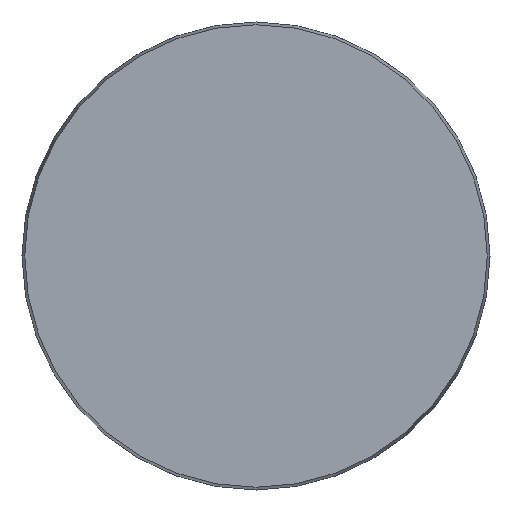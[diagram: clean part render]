
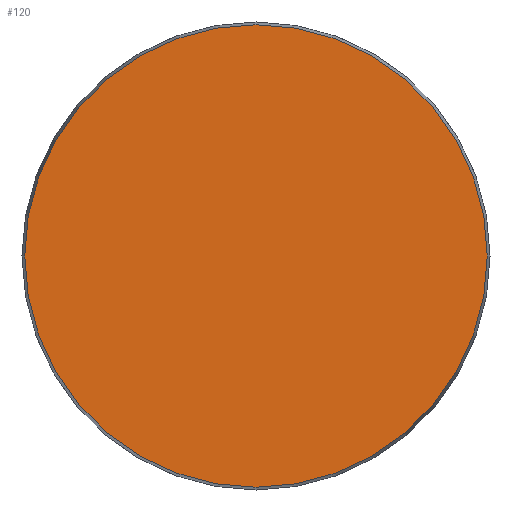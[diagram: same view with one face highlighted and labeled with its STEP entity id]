
A CAD part, front view. The second image highlights one B-rep face of the part: STEP entity #120.
In plain terms, the highlighted planar face has unit normal (0, -1, 0).
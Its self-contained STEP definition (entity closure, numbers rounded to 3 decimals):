
#24 = EDGE_LOOP ( 'NONE', ( #508 ) ) ;
#36 = CARTESIAN_POINT ( 'NONE',  ( -48.425, 0., 0. ) ) ;
#50 = DIRECTION ( 'NONE',  ( 0., 0., -1. ) ) ;
#120 = ADVANCED_FACE ( 'NONE', ( #231 ), #238, .F. ) ;
#127 = CARTESIAN_POINT ( 'NONE',  ( 0., 0., 0. ) ) ;
#150 = DIRECTION ( 'NONE',  ( 0., 0., 1. ) ) ;
#187 = DIRECTION ( 'NONE',  ( 0., 1., 0. ) ) ;
#192 = VERTEX_POINT ( 'NONE', #270 ) ;
#218 = CIRCLE ( 'NONE', #281, 48.425 ) ;
#231 = FACE_OUTER_BOUND ( 'NONE', #24, .T. ) ;
#238 = PLANE ( 'NONE',  #364 ) ;
#270 = CARTESIAN_POINT ( 'NONE',  ( 0., 0., -48.425 ) ) ;
#281 = AXIS2_PLACEMENT_3D ( 'NONE', #127, #445, #50 ) ;
#315 = EDGE_CURVE ( 'NONE', #192, #192, #218, .T. ) ;
#364 = AXIS2_PLACEMENT_3D ( 'NONE', #36, #187, #150 ) ;
#445 = DIRECTION ( 'NONE',  ( 0., -1., 0. ) ) ;
#508 = ORIENTED_EDGE ( 'NONE', *, *, #315, .T. ) ;
